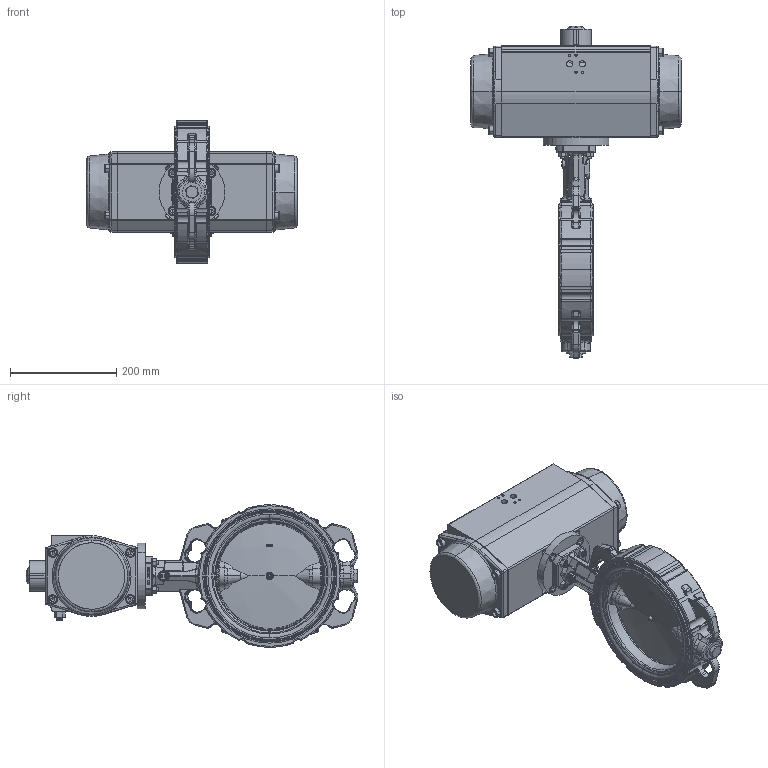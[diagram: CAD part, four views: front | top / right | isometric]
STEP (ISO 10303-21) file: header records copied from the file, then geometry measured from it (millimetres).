
FILE_DESCRIPTION (( 'STEP AP203' ), '1' );
FILE_NAME ('AK01_DN200_pneu.-einfachwirk..STEP', '2022-11-03T14:25:58', ( '' ), ( '' ), 'SwSTEP 2.0', 'SolidWorks 2021', '' );
FILE_SCHEMA (( 'CONFIG_CONTROL_DESIGN' ));
Products named in the file (1): AK01_DN200_pneu.-einfachwirk.
Bounding box: 395 x 623.89 x 268 mm (x, y, z)
Surface area: 633665.4 mm2 (no closed solid volume)
Topology: 0 solids, 391 shells, 1522 faces, 5249 edges, 3991 vertices
Faces by surface type: cylinder 455, plane 355, torus 292, bspline 262, cone 138, sphere 20
Entity records: 97919 total; most frequent: CARTESIAN_POINT 55938, DIRECTION 8288, ORIENTED_EDGE 7686, EDGE_CURVE 5206, VERTEX_POINT 3991, AXIS2_PLACEMENT_3D 3245, CIRCLE 1984, VECTOR 1798
